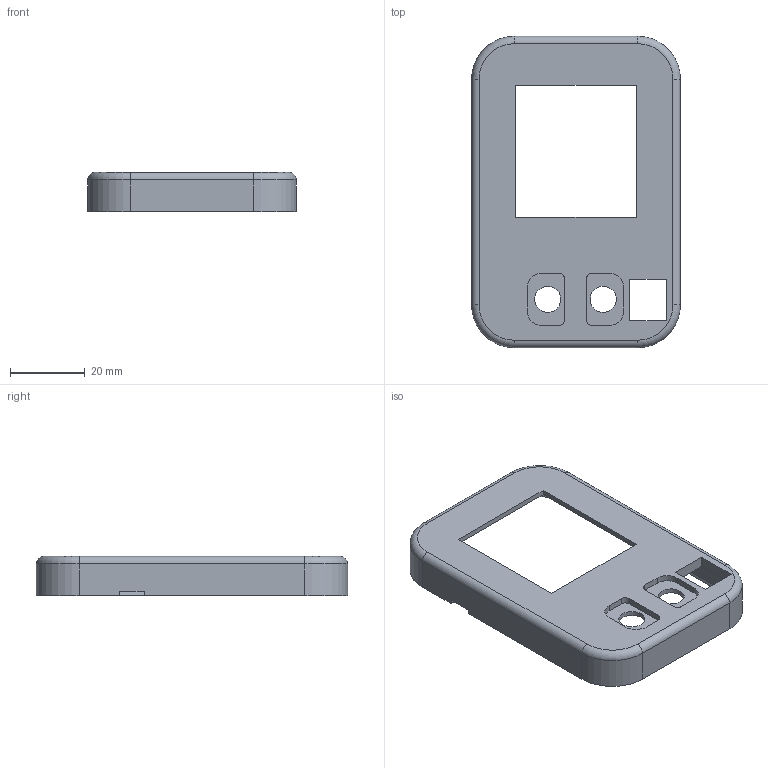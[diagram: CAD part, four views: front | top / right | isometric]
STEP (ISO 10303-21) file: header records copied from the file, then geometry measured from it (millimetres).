
FILE_DESCRIPTION(('FreeCAD Model'),'2;1');
FILE_NAME('Open CASCADE Shape Model','2025-11-07T12:57:37',(''),(''), 'Open CASCADE STEP processor 7.8','FreeCAD','Unknown');
FILE_SCHEMA(('AUTOMOTIVE_DESIGN { 1 0 10303 214 1 1 1 1 }'));
Length unit declared in the file: millimetre
Products named in the file (1): top
Bounding box: 56 x 83.5 x 10.5 mm (x, y, z)
Volume: 10716.6 mm3; surface area: 11730.7 mm2
Topology: 1 solids, 1 shells, 74 faces, 196 edges, 128 vertices
Faces by surface type: plane 43, cylinder 23, cone 4, torus 4
Full cylindrical faces by diameter (mm): 7 x2
Entity records: 2326 total; most frequent: CARTESIAN_POINT 407, DIRECTION 396, ORIENTED_EDGE 392, EDGE_CURVE 196, AXIS2_PLACEMENT_3D 133, LINE 130, VECTOR 130, VERTEX_POINT 128
